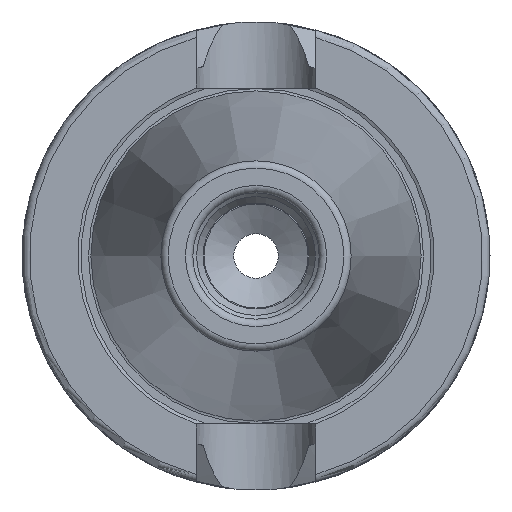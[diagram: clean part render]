
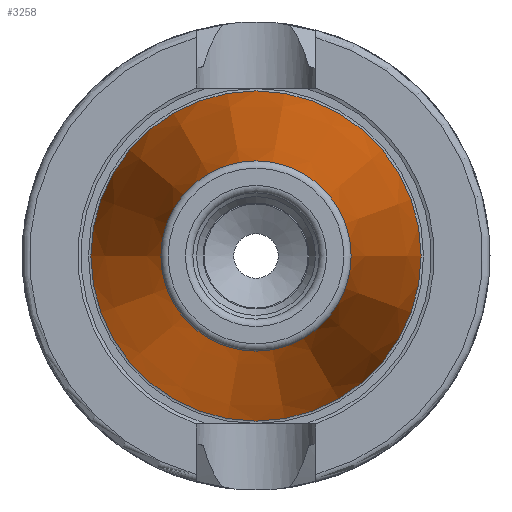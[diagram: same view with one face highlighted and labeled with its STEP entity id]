
A CAD part, left-side view. The second image highlights one B-rep face of the part: STEP entity #3258.
In plain terms, the highlighted conical face has half-angle 8.297 degrees and reference radius 17.519 mm.
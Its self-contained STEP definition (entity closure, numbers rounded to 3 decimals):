
#3216=CARTESIAN_POINT('',(-64.544,12.812,0.0));
#3217=VERTEX_POINT('',#3216);
#3218=CARTESIAN_POINT('',(-64.544,0.,0.0));
#3219=DIRECTION('',(1.0,0.0,0.0));
#3220=DIRECTION('',(0.0,1.0,0.0));
#3221=AXIS2_PLACEMENT_3D('',#3218,#3219,#3220);
#3222=CIRCLE('',#3221,12.812);
#3223=EDGE_CURVE('',#3217,#3217,#3222,.T.);
#3239=CARTESIAN_POINT('',(-32.272,0.,0.0));
#3240=DIRECTION('',(1.0,0.0,0.0));
#3241=DIRECTION('',(0.0,1.0,0.0));
#3242=AXIS2_PLACEMENT_3D('',#3239,#3240,#3241);
#3243=CONICAL_SURFACE('',#3242,17.519,8.297);
#3244=CARTESIAN_POINT('',(0.,22.225,0.0));
#3245=VERTEX_POINT('',#3244);
#3246=CARTESIAN_POINT('',(0.,0.,0.0));
#3247=DIRECTION('',(1.0,0.0,0.0));
#3248=DIRECTION('',(0.0,1.0,0.0));
#3249=AXIS2_PLACEMENT_3D('',#3246,#3247,#3248);
#3250=CIRCLE('',#3249,22.225);
#3251=EDGE_CURVE('',#3245,#3245,#3250,.T.);
#3252=ORIENTED_EDGE('',*,*,#3251,.F.);
#3253=EDGE_LOOP('',(#3252));
#3254=FACE_OUTER_BOUND('',#3253,.T.);
#3255=ORIENTED_EDGE('',*,*,#3223,.T.);
#3256=EDGE_LOOP('',(#3255));
#3257=FACE_BOUND('',#3256,.T.);
#3258=ADVANCED_FACE('',(#3254,#3257),#3243,.T.);
